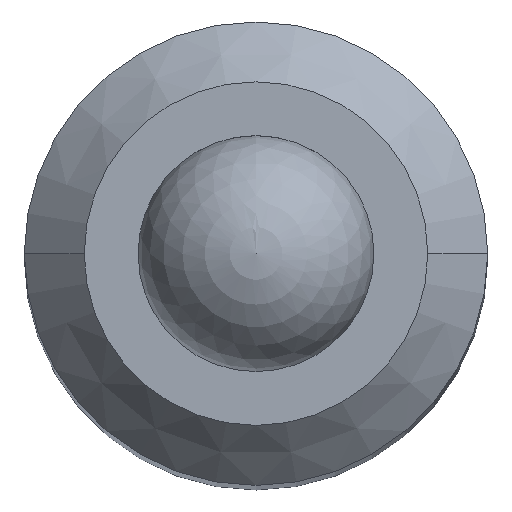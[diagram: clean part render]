
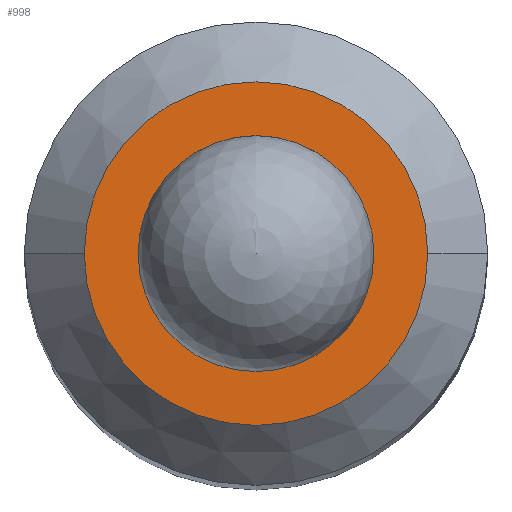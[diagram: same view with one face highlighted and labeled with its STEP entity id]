
A CAD part, top view. The second image highlights one B-rep face of the part: STEP entity #998.
In plain terms, the highlighted planar face has unit normal (0, 0, 1).
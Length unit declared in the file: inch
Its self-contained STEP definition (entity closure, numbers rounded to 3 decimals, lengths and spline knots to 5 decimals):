
#2 = CARTESIAN_POINT ( 'NONE',  ( -1.31212, 0.0264, 0.90458 ) ) ;
#11 = VERTEX_POINT ( 'NONE', #879 ) ;
#14 = DIRECTION ( 'NONE',  ( 0., 0., 1. ) ) ;
#72 = FACE_OUTER_BOUND ( 'NONE', #273, .T. ) ;
#124 = CARTESIAN_POINT ( 'NONE',  ( -1.31212, 0.0264, 0.90458 ) ) ;
#210 = CIRCLE ( 'NONE', #1123, 0.01969 ) ;
#218 = VERTEX_POINT ( 'NONE', #619 ) ;
#236 = ORIENTED_EDGE ( 'NONE', *, *, #250, .T. ) ;
#250 = EDGE_CURVE ( 'NONE', #861, #389, #668, .T. ) ;
#270 = AXIS2_PLACEMENT_3D ( 'NONE', #992, #14, #320 ) ;
#273 = EDGE_LOOP ( 'NONE', ( #236, #982 ) ) ;
#320 = DIRECTION ( 'NONE',  ( 1., 0., 0. ) ) ;
#348 = FACE_BOUND ( 'NONE', #1197, .T. ) ;
#381 = EDGE_CURVE ( 'NONE', #218, #11, #210, .T. ) ;
#386 = CIRCLE ( 'NONE', #635, 0.02866 ) ;
#389 = VERTEX_POINT ( 'NONE', #527 ) ;
#434 = DIRECTION ( 'NONE',  ( 1., 0., 0. ) ) ;
#449 = CARTESIAN_POINT ( 'NONE',  ( -1.34078, 0.0264, 0.90458 ) ) ;
#527 = CARTESIAN_POINT ( 'NONE',  ( -1.28346, 0.0264, 0.90458 ) ) ;
#529 = DIRECTION ( 'NONE',  ( 0., 0., 1. ) ) ;
#619 = CARTESIAN_POINT ( 'NONE',  ( -1.33181, 0.0264, 0.90458 ) ) ;
#635 = AXIS2_PLACEMENT_3D ( 'NONE', #2, #894, #1185 ) ;
#668 = CIRCLE ( 'NONE', #681, 0.02866 ) ;
#672 = AXIS2_PLACEMENT_3D ( 'NONE', #1115, #1025, #1215 ) ;
#681 = AXIS2_PLACEMENT_3D ( 'NONE', #715, #1193, #888 ) ;
#715 = CARTESIAN_POINT ( 'NONE',  ( -1.31212, 0.0264, 0.90458 ) ) ;
#791 = CIRCLE ( 'NONE', #672, 0.01969 ) ;
#848 = ORIENTED_EDGE ( 'NONE', *, *, #1245, .F. ) ;
#861 = VERTEX_POINT ( 'NONE', #449 ) ;
#879 = CARTESIAN_POINT ( 'NONE',  ( -1.29244, 0.0264, 0.90458 ) ) ;
#888 = DIRECTION ( 'NONE',  ( 1., 0., 0. ) ) ;
#894 = DIRECTION ( 'NONE',  ( 0., 0., 1. ) ) ;
#982 = ORIENTED_EDGE ( 'NONE', *, *, #1072, .T. ) ;
#992 = CARTESIAN_POINT ( 'NONE',  ( -1.31212, 0.0264, 0.90458 ) ) ;
#998 = ADVANCED_FACE ( 'NONE', ( #72, #348 ), #1261, .T. ) ;
#1025 = DIRECTION ( 'NONE',  ( 0., 0., 1. ) ) ;
#1072 = EDGE_CURVE ( 'NONE', #389, #861, #386, .T. ) ;
#1099 = ORIENTED_EDGE ( 'NONE', *, *, #381, .F. ) ;
#1115 = CARTESIAN_POINT ( 'NONE',  ( -1.31212, 0.0264, 0.90458 ) ) ;
#1123 = AXIS2_PLACEMENT_3D ( 'NONE', #124, #529, #434 ) ;
#1185 = DIRECTION ( 'NONE',  ( 1., 0., 0. ) ) ;
#1193 = DIRECTION ( 'NONE',  ( 0., 0., 1. ) ) ;
#1197 = EDGE_LOOP ( 'NONE', ( #848, #1099 ) ) ;
#1215 = DIRECTION ( 'NONE',  ( 1., 0., 0. ) ) ;
#1245 = EDGE_CURVE ( 'NONE', #11, #218, #791, .T. ) ;
#1261 = PLANE ( 'NONE',  #270 ) ;
